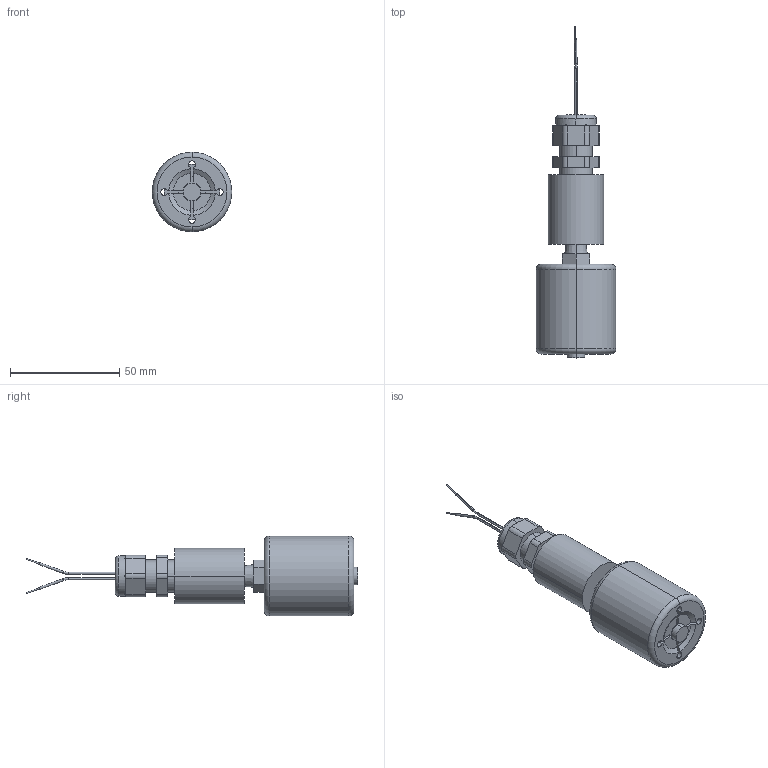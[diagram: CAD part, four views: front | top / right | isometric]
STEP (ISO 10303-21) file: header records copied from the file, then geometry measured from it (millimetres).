
FILE_DESCRIPTION (( 'STEP AP214' ), '1' );
FILE_NAME ('FLS-VL-900.STEP', '2014-01-31T18:42:07', ( '' ), ( '' ), 'SwSTEP 2.0', 'SolidWorks 2013', '' );
FILE_SCHEMA (( 'AUTOMOTIVE_DESIGN' ));
Length unit declared in the file: inch
Products named in the file (1): FLS-VL-900
Bounding box: 36.5 x 152 x 36.5 mm (x, y, z)
Volume: 29242.3 mm3; surface area: 22836.1 mm2
Topology: 3 solids, 3 shells, 202 faces, 513 edges, 334 vertices
Faces by surface type: cylinder 85, plane 81, cone 20, torus 10, bspline 6
Entity records: 6733 total; most frequent: CARTESIAN_POINT 1692, DIRECTION 1079, ORIENTED_EDGE 1026, EDGE_CURVE 513, AXIS2_PLACEMENT_3D 429, VERTEX_POINT 334, CIRCLE 232, EDGE_LOOP 223
